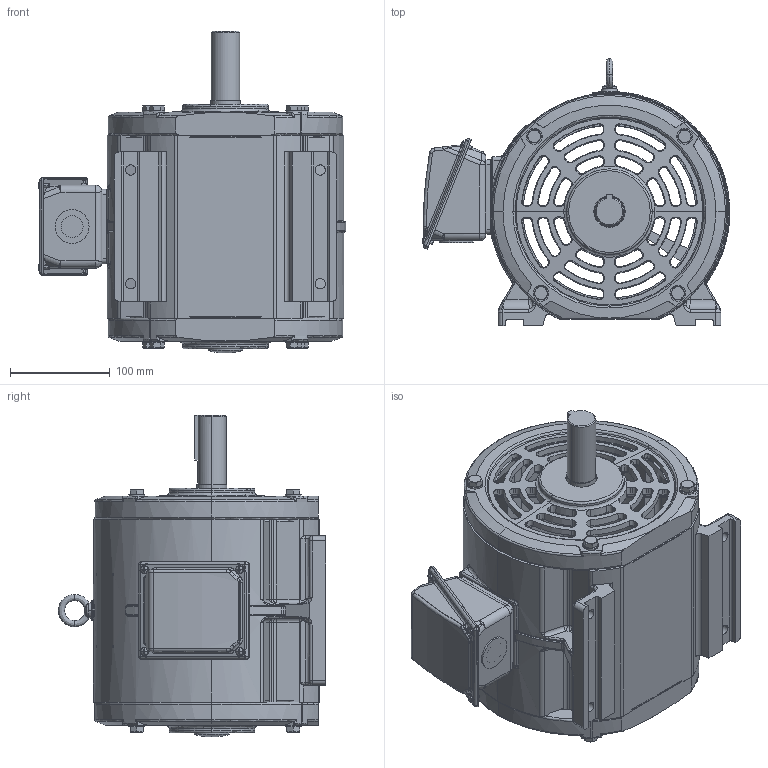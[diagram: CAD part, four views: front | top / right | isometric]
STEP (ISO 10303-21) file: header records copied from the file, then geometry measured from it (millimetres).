
FILE_DESCRIPTION(('CATIA V5 STEP Exchange'),'2;1');
FILE_NAME('31043A420-ASHH-- 182T.stp','2020-04-06T05:33:47+00:00',('none'),('none'),'Unofficial Packaging Version','CATIA V5 STEP AP203','none');
FILE_SCHEMA(('CONFIG_CONTROL_DESIGN'));
Products named in the file (1): 31043A420-ASHH-- 182T
Bounding box: 309.26 x 268.58 x 323.55 mm (x, y, z)
Volume: 2783725.2 mm3; surface area: 715762.9 mm2
Topology: 3 solids, 17 shells, 2885 faces, 8228 edges, 5086 vertices
Faces by surface type: cylinder 903, plane 692, cone 517, bspline 383, torus 296, sphere 78, revolution 16
Entity records: 111676 total; most frequent: CARTESIAN_POINT 45893, ORIENTED_EDGE 16036, DIRECTION 9969, EDGE_CURVE 8018, VERTEX_POINT 5086, AXIS2_PLACEMENT_3D 4855, EDGE_LOOP 3066, ADVANCED_FACE 2885
